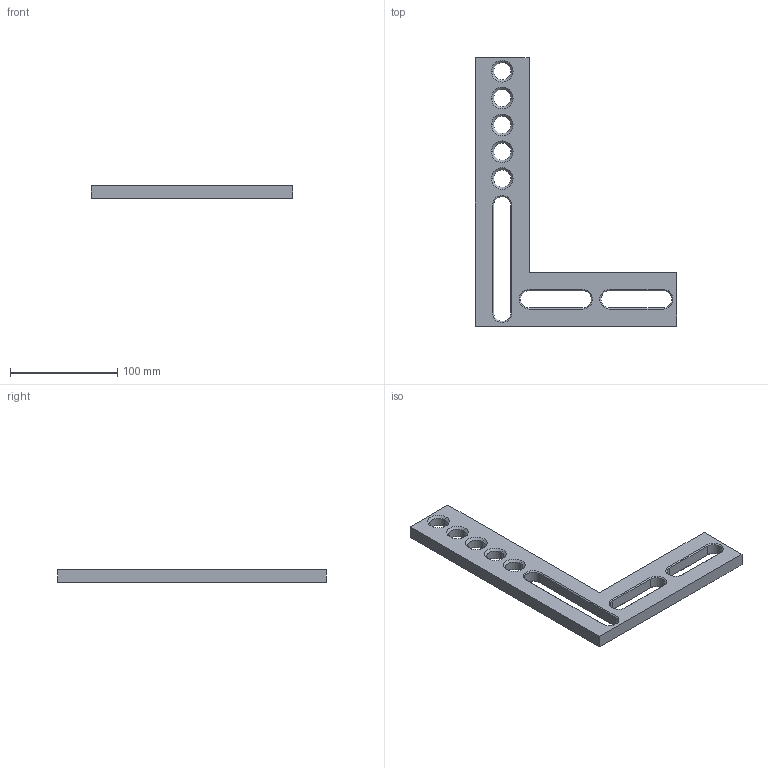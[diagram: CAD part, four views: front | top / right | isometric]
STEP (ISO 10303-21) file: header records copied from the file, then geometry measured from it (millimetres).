
FILE_DESCRIPTION(('STEP AP214'),'1');
FILE_NAME('160444.STP','2011-09-06T10:18:36',(' '),(' '),'Spatial InterOp 3D',' ',' ');
FILE_SCHEMA(('automotive_design'));
Length unit declared in the file: millimetre
Products named in the file (1): Quader
Bounding box: 187.5 x 250 x 12 mm (x, y, z)
Volume: 172662.6 mm3; surface area: 48029.2 mm2
Topology: 1 solids, 1 shells, 86 faces, 208 edges, 124 vertices
Faces by surface type: cone 44, plane 26, cylinder 16
Entity records: 3232 total; most frequent: DIRECTION 470, CARTESIAN_POINT 419, ORIENTED_EDGE 416, EDGE_CURVE 208, AXIS2_PLACEMENT_3D 175, VERTEX_POINT 124, LINE 120, VECTOR 120
